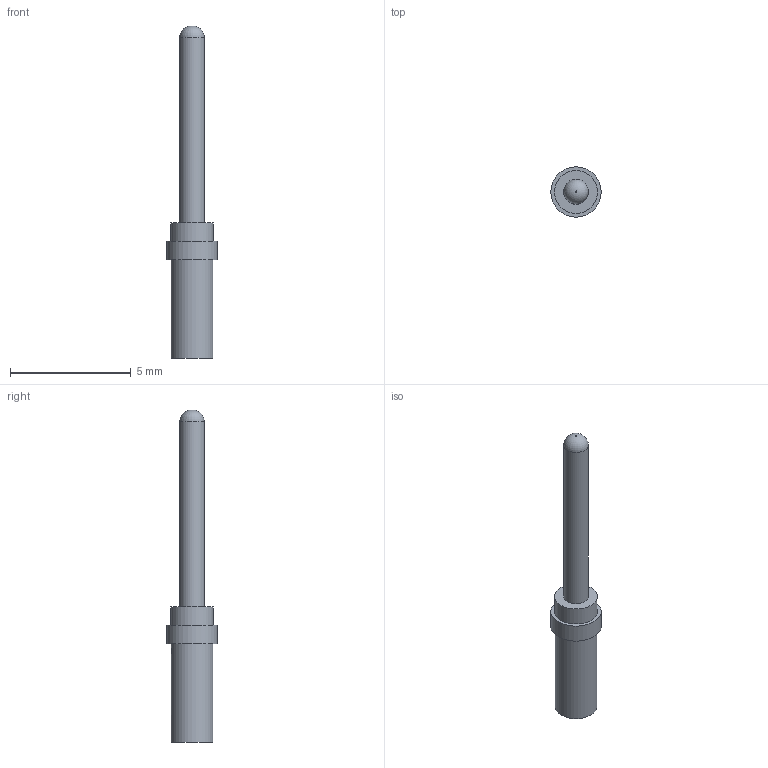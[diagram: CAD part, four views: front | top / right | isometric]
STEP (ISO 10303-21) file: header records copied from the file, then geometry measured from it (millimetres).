
FILE_DESCRIPTION(/* description */ ('Alibre Inc.'),/* implementation_level */ '2;1');
FILE_NAME(/* name */ 'export0',/* time_stamp */ '2012-09-24T13:27:55-07:00',/* author */ (''),/* organization */ (''),/* preprocessor_version */ 'ST-DEVELOPER v14',/* originating_system */ 'Alibre',/* authorisation */ '');
FILE_SCHEMA (('CONFIG_CONTROL_DESIGN'));
Length unit declared in the file: centimetre
Products named in the file (1): S10827
Bounding box: 2.08 x 2.08 x 13.74 mm (x, y, z)
Volume: 15.8 mm3; surface area: 78.9 mm2
Topology: 1 solids, 1 shells, 14 faces, 24 edges, 15 vertices
Faces by surface type: cylinder 6, plane 5, cone 2, torus 1
Full cylindrical faces by diameter (mm): 0.381 x1, 1.016 x1, 1.143 x1, 1.727 x1, 1.778 x1, 2.083 x1
Entity records: 431 total; most frequent: CARTESIAN_POINT 109, DIRECTION 46, FACE_BOUND 29, ORIENTED_EDGE 28, EDGE_LOOP 28, AXIS2_PLACEMENT_3D 26, VERTEX_POINT 15, EDGE_CURVE 14
